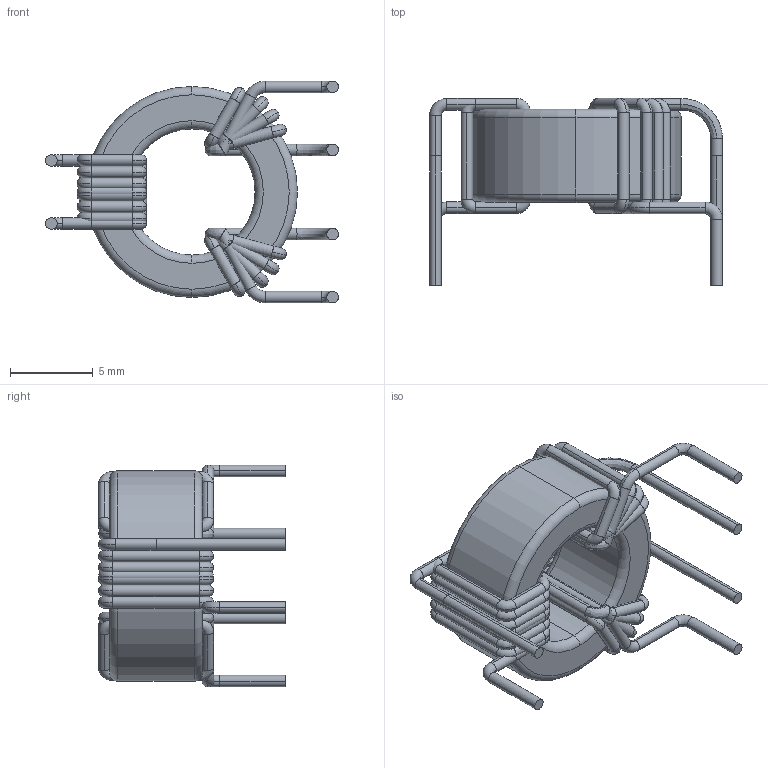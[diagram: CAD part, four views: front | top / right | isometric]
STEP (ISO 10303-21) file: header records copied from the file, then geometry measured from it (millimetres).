
FILE_DESCRIPTION (( 'STEP AP214' ), '1' );
FILE_NAME ('1205_ÒÃÐ_13õ5.STEP', '2025-05-12T11:36:05', ( '' ), ( '' ), 'SwSTEP 2.0', 'SolidWorks 2024', '' );
FILE_SCHEMA (( 'AUTOMOTIVE_DESIGN' ));
Length unit declared in the file: millimetre
Products named in the file (1): 1205_ТГР_13х5
Bounding box: 17.7 x 11.3 x 13.4 mm (x, y, z)
Volume: 602.9 mm3; surface area: 1347.4 mm2
Topology: 18 solids, 18 shells, 344 faces, 970 edges, 634 vertices
Faces by surface type: cylinder 178, torus 148, plane 10, bspline 8
Entity records: 16838 total; most frequent: CARTESIAN_POINT 3319, DIRECTION 2348, ORIENTED_EDGE 1940, AXIS2_PLACEMENT_3D 1087, EDGE_CURVE 970, CIRCLE 750, VERTEX_POINT 634, UNCERTAINTY_MEASURE_WITH_UNIT 363
